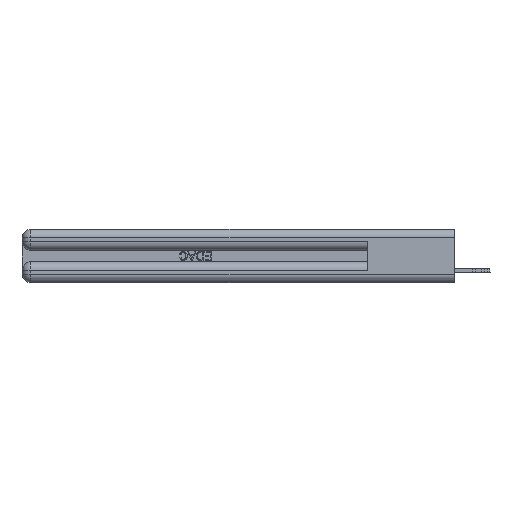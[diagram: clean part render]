
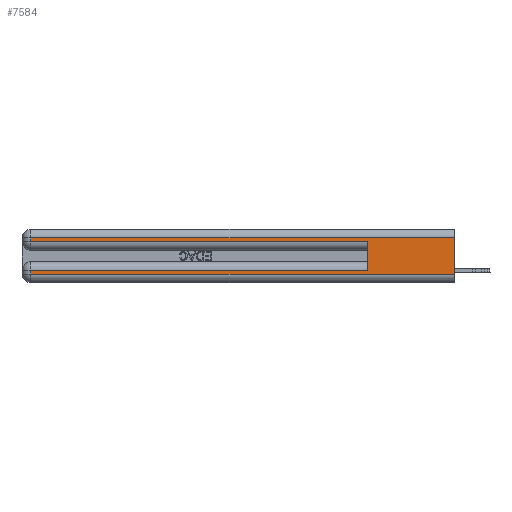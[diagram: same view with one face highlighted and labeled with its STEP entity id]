
A CAD part, left-side view. The second image highlights one B-rep face of the part: STEP entity #7584.
In plain terms, the highlighted planar face has unit normal (-1, 0, 0).
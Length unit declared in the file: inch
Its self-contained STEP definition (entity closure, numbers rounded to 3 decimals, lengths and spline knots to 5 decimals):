
#524 = EDGE_CURVE ( 'NONE', #18890, #46506, #40708, .T. ) ;
#1341 = ORIENTED_EDGE ( 'NONE', *, *, #9874, .F. ) ;
#1683 = VERTEX_POINT ( 'NONE', #24304 ) ;
#2142 = EDGE_LOOP ( 'NONE', ( #36100, #30224, #32915, #45495, #1341, #19074, #23728, #4510 ) ) ;
#2615 = DIRECTION ( 'NONE',  ( 1., 0., 0. ) ) ;
#2730 = CARTESIAN_POINT ( 'NONE',  ( 0., 0.6, 0.145 ) ) ;
#3063 = DIRECTION ( 'NONE',  ( 0., 0., 1. ) ) ;
#3659 = VECTOR ( 'NONE', #24123, 39.37008 ) ;
#4510 = ORIENTED_EDGE ( 'NONE', *, *, #39541, .T. ) ;
#5300 = VECTOR ( 'NONE', #42387, 39.37008 ) ;
#7584 = ADVANCED_FACE ( 'NONE', ( #20862 ), #48206, .F. ) ;
#7748 = DIRECTION ( 'NONE',  ( 0., 1., 0. ) ) ;
#7936 = VECTOR ( 'NONE', #47749, 39.37008 ) ;
#9874 = EDGE_CURVE ( 'NONE', #31899, #44778, #20624, .T. ) ;
#10749 = AXIS2_PLACEMENT_3D ( 'NONE', #17880, #2615, #21848 ) ;
#11023 = CARTESIAN_POINT ( 'NONE',  ( 0., 2.94, 0.06 ) ) ;
#12360 = VECTOR ( 'NONE', #12480, 39.37008 ) ;
#12480 = DIRECTION ( 'NONE',  ( 0., 0., -1. ) ) ;
#12643 = CARTESIAN_POINT ( 'NONE',  ( 0., 2.94, 0.37 ) ) ;
#14399 = VECTOR ( 'NONE', #7748, 39.37008 ) ;
#15991 = EDGE_CURVE ( 'NONE', #1683, #44778, #43245, .T. ) ;
#16360 = CARTESIAN_POINT ( 'NONE',  ( 0., 0.6, 0.085 ) ) ;
#17386 = VERTEX_POINT ( 'NONE', #34747 ) ;
#17880 = CARTESIAN_POINT ( 'NONE',  ( 0., 0., 0.37 ) ) ;
#18027 = LINE ( 'NONE', #20848, #7936 ) ;
#18157 = EDGE_CURVE ( 'NONE', #29489, #46805, #44484, .T. ) ;
#18519 = LINE ( 'NONE', #46013, #3659 ) ;
#18609 = DIRECTION ( 'NONE',  ( 0., 1., 0. ) ) ;
#18890 = VERTEX_POINT ( 'NONE', #46273 ) ;
#19074 = ORIENTED_EDGE ( 'NONE', *, *, #24839, .T. ) ;
#19364 = CARTESIAN_POINT ( 'NONE',  ( 0., 0., 0.285 ) ) ;
#20624 = LINE ( 'NONE', #2730, #28326 ) ;
#20848 = CARTESIAN_POINT ( 'NONE',  ( 0., 0., 0.06 ) ) ;
#20862 = FACE_OUTER_BOUND ( 'NONE', #2142, .T. ) ;
#21380 = DIRECTION ( 'NONE',  ( 0., 0., -1. ) ) ;
#21848 = DIRECTION ( 'NONE',  ( 0., 0., -1. ) ) ;
#23728 = ORIENTED_EDGE ( 'NONE', *, *, #18157, .T. ) ;
#24123 = DIRECTION ( 'NONE',  ( 0., 0., -1. ) ) ;
#24304 = CARTESIAN_POINT ( 'NONE',  ( 0., 2.94, 0.285 ) ) ;
#24839 = EDGE_CURVE ( 'NONE', #31899, #29489, #45077, .T. ) ;
#28326 = VECTOR ( 'NONE', #3063, 39.37008 ) ;
#28842 = VECTOR ( 'NONE', #21380, 39.37008 ) ;
#29253 = EDGE_CURVE ( 'NONE', #18890, #17386, #36332, .T. ) ;
#29489 = VERTEX_POINT ( 'NONE', #40761 ) ;
#29567 = EDGE_CURVE ( 'NONE', #17386, #1683, #18519, .T. ) ;
#30224 = ORIENTED_EDGE ( 'NONE', *, *, #29253, .T. ) ;
#31899 = VERTEX_POINT ( 'NONE', #16360 ) ;
#32915 = ORIENTED_EDGE ( 'NONE', *, *, #29567, .T. ) ;
#34747 = CARTESIAN_POINT ( 'NONE',  ( 0., 2.94, 0.31 ) ) ;
#35550 = VECTOR ( 'NONE', #18609, 39.37008 ) ;
#36100 = ORIENTED_EDGE ( 'NONE', *, *, #524, .F. ) ;
#36332 = LINE ( 'NONE', #46127, #14399 ) ;
#36828 = CARTESIAN_POINT ( 'NONE',  ( 0., 0., 0.37 ) ) ;
#37850 = CARTESIAN_POINT ( 'NONE',  ( 0., 0., 0.085 ) ) ;
#39541 = EDGE_CURVE ( 'NONE', #46805, #46506, #18027, .T. ) ;
#39674 = CARTESIAN_POINT ( 'NONE',  ( 0., 0., 0.06 ) ) ;
#40708 = LINE ( 'NONE', #36828, #28842 ) ;
#40761 = CARTESIAN_POINT ( 'NONE',  ( 0., 2.94, 0.085 ) ) ;
#40859 = CARTESIAN_POINT ( 'NONE',  ( 0., 0.6, 0.285 ) ) ;
#42387 = DIRECTION ( 'NONE',  ( 0., -1., 0. ) ) ;
#43245 = LINE ( 'NONE', #19364, #5300 ) ;
#44484 = LINE ( 'NONE', #12643, #12360 ) ;
#44778 = VERTEX_POINT ( 'NONE', #40859 ) ;
#45077 = LINE ( 'NONE', #37850, #35550 ) ;
#45495 = ORIENTED_EDGE ( 'NONE', *, *, #15991, .T. ) ;
#46013 = CARTESIAN_POINT ( 'NONE',  ( 0., 2.94, 0.37 ) ) ;
#46127 = CARTESIAN_POINT ( 'NONE',  ( 0., 0., 0.31 ) ) ;
#46273 = CARTESIAN_POINT ( 'NONE',  ( 0., 0., 0.31 ) ) ;
#46506 = VERTEX_POINT ( 'NONE', #39674 ) ;
#46805 = VERTEX_POINT ( 'NONE', #11023 ) ;
#47749 = DIRECTION ( 'NONE',  ( 0., -1., 0. ) ) ;
#48206 = PLANE ( 'NONE',  #10749 ) ;
